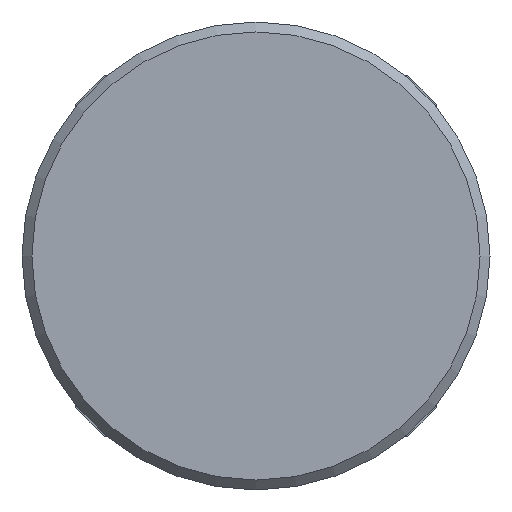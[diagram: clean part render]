
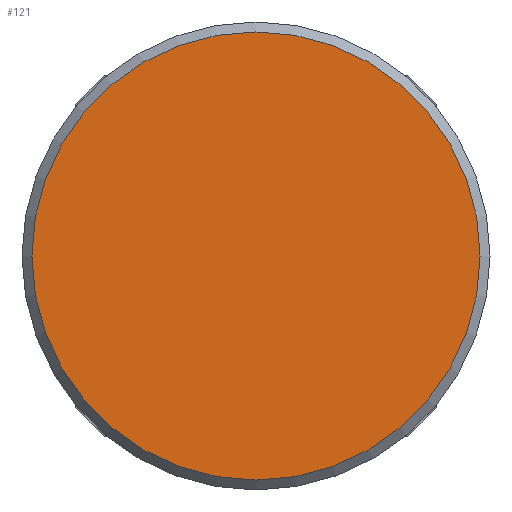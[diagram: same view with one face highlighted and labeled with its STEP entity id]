
A CAD part, left-side view. The second image highlights one B-rep face of the part: STEP entity #121.
In plain terms, the highlighted planar face has unit normal (-1, 0, 0).
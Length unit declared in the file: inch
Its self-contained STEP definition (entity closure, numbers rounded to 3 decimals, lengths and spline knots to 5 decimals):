
#63 = FACE_OUTER_BOUND ( 'NONE', #508, .T. ) ;
#66 = AXIS2_PLACEMENT_3D ( 'NONE', #118, #222, #374 ) ;
#118 = CARTESIAN_POINT ( 'NONE',  ( -1.75, 0., 0. ) ) ;
#121 = ADVANCED_FACE ( 'NONE', ( #63 ), #487, .T. ) ;
#123 = ORIENTED_EDGE ( 'NONE', *, *, #336, .F. ) ;
#167 = CIRCLE ( 'NONE', #66, 0.5467 ) ;
#222 = DIRECTION ( 'NONE',  ( 1., 0., 0. ) ) ;
#243 = CARTESIAN_POINT ( 'NONE',  ( -1.75, 0.515, 0. ) ) ;
#281 = VERTEX_POINT ( 'NONE', #477 ) ;
#336 = EDGE_CURVE ( 'NONE', #281, #281, #167, .T. ) ;
#374 = DIRECTION ( 'NONE',  ( 0., 0., -1. ) ) ;
#443 = DIRECTION ( 'NONE',  ( 0., 0., 1. ) ) ;
#447 = AXIS2_PLACEMENT_3D ( 'NONE', #243, #589, #443 ) ;
#477 = CARTESIAN_POINT ( 'NONE',  ( -1.75, 0., -0.5467 ) ) ;
#487 = PLANE ( 'NONE',  #447 ) ;
#508 = EDGE_LOOP ( 'NONE', ( #123 ) ) ;
#589 = DIRECTION ( 'NONE',  ( -1., 0., 0. ) ) ;
